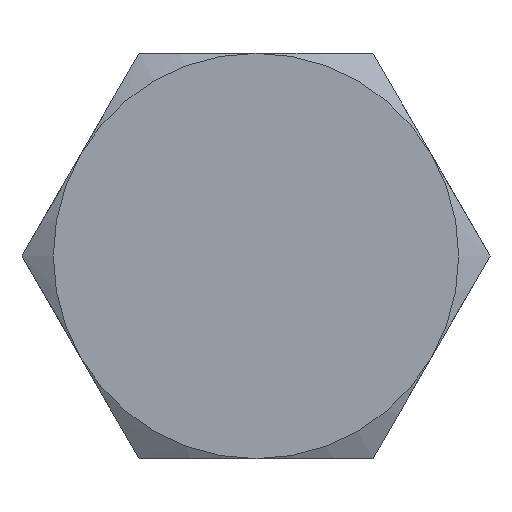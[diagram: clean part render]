
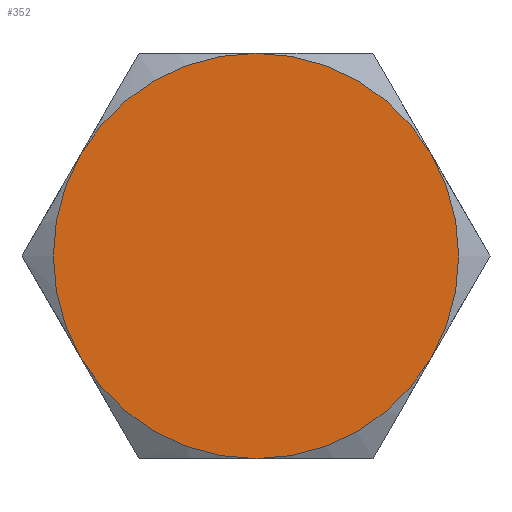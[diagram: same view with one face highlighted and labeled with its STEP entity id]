
A CAD part, left-side view. The second image highlights one B-rep face of the part: STEP entity #352.
In plain terms, the highlighted planar face has unit normal (-1, 0, 0).
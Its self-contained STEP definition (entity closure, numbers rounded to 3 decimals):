
#16 = EDGE_CURVE ( 'NONE', #572, #318, #727, .T. ) ;
#28 = VERTEX_POINT ( 'NONE', #620 ) ;
#35 = CIRCLE ( 'NONE', #108, 5. ) ;
#38 = CARTESIAN_POINT ( 'NONE',  ( 0., 4.33, 2.5 ) ) ;
#40 = CARTESIAN_POINT ( 'NONE',  ( 0., 0., 5. ) ) ;
#48 = DIRECTION ( 'NONE',  ( 1., 0., 0. ) ) ;
#66 = PLANE ( 'NONE',  #717 ) ;
#108 = AXIS2_PLACEMENT_3D ( 'NONE', #662, #424, #370 ) ;
#110 = AXIS2_PLACEMENT_3D ( 'NONE', #195, #150, #303 ) ;
#111 = CARTESIAN_POINT ( 'NONE',  ( 0., 0., 0. ) ) ;
#119 = CIRCLE ( 'NONE', #179, 5. ) ;
#125 = CARTESIAN_POINT ( 'NONE',  ( 0., -4.33, -2.5 ) ) ;
#136 = ORIENTED_EDGE ( 'NONE', *, *, #361, .F. ) ;
#150 = DIRECTION ( 'NONE',  ( 1., 0., 0. ) ) ;
#152 = CARTESIAN_POINT ( 'NONE',  ( 0., 0., 0. ) ) ;
#176 = DIRECTION ( 'NONE',  ( 1., 0., 0. ) ) ;
#179 = AXIS2_PLACEMENT_3D ( 'NONE', #152, #483, #278 ) ;
#194 = ORIENTED_EDGE ( 'NONE', *, *, #16, .F. ) ;
#195 = CARTESIAN_POINT ( 'NONE',  ( 0., 0., 0. ) ) ;
#201 = CIRCLE ( 'NONE', #110, 5. ) ;
#202 = EDGE_CURVE ( 'NONE', #318, #740, #119, .T. ) ;
#224 = FACE_OUTER_BOUND ( 'NONE', #421, .T. ) ;
#235 = VERTEX_POINT ( 'NONE', #40 ) ;
#249 = EDGE_CURVE ( 'NONE', #28, #572, #35, .T. ) ;
#278 = DIRECTION ( 'NONE',  ( 0., 0., -1. ) ) ;
#281 = DIRECTION ( 'NONE',  ( -1., 0., 0. ) ) ;
#282 = DIRECTION ( 'NONE',  ( 0., 0., -1. ) ) ;
#290 = VERTEX_POINT ( 'NONE', #38 ) ;
#298 = ORIENTED_EDGE ( 'NONE', *, *, #716, .F. ) ;
#303 = DIRECTION ( 'NONE',  ( 0., 0., -1. ) ) ;
#318 = VERTEX_POINT ( 'NONE', #504 ) ;
#327 = EDGE_CURVE ( 'NONE', #235, #290, #588, .T. ) ;
#337 = DIRECTION ( 'NONE',  ( 0., 0., -1. ) ) ;
#352 = ADVANCED_FACE ( 'NONE', ( #224 ), #66, .F. ) ;
#361 = EDGE_CURVE ( 'NONE', #235, #28, #201, .T. ) ;
#365 = AXIS2_PLACEMENT_3D ( 'NONE', #738, #379, #337 ) ;
#370 = DIRECTION ( 'NONE',  ( 0., 0., -1. ) ) ;
#379 = DIRECTION ( 'NONE',  ( 1., 0., 0. ) ) ;
#391 = CARTESIAN_POINT ( 'NONE',  ( 0., 5.774, 0. ) ) ;
#421 = EDGE_LOOP ( 'NONE', ( #492, #194, #507, #136, #722, #298 ) ) ;
#424 = DIRECTION ( 'NONE',  ( 1., 0., 0. ) ) ;
#442 = AXIS2_PLACEMENT_3D ( 'NONE', #111, #48, #679 ) ;
#483 = DIRECTION ( 'NONE',  ( 1., 0., 0. ) ) ;
#492 = ORIENTED_EDGE ( 'NONE', *, *, #202, .F. ) ;
#498 = CIRCLE ( 'NONE', #442, 5. ) ;
#502 = DIRECTION ( 'NONE',  ( 0., 0., 1. ) ) ;
#504 = CARTESIAN_POINT ( 'NONE',  ( 0., 0., -5. ) ) ;
#507 = ORIENTED_EDGE ( 'NONE', *, *, #249, .F. ) ;
#510 = AXIS2_PLACEMENT_3D ( 'NONE', #630, #281, #502 ) ;
#572 = VERTEX_POINT ( 'NONE', #125 ) ;
#588 = CIRCLE ( 'NONE', #510, 5. ) ;
#620 = CARTESIAN_POINT ( 'NONE',  ( 0., -4.33, 2.5 ) ) ;
#630 = CARTESIAN_POINT ( 'NONE',  ( 0., 0., 0. ) ) ;
#662 = CARTESIAN_POINT ( 'NONE',  ( 0., 0., 0. ) ) ;
#679 = DIRECTION ( 'NONE',  ( 0., 0., -1. ) ) ;
#716 = EDGE_CURVE ( 'NONE', #740, #290, #498, .T. ) ;
#717 = AXIS2_PLACEMENT_3D ( 'NONE', #391, #176, #282 ) ;
#722 = ORIENTED_EDGE ( 'NONE', *, *, #327, .T. ) ;
#727 = CIRCLE ( 'NONE', #365, 5. ) ;
#738 = CARTESIAN_POINT ( 'NONE',  ( 0., 0., 0. ) ) ;
#740 = VERTEX_POINT ( 'NONE', #746 ) ;
#746 = CARTESIAN_POINT ( 'NONE',  ( 0., 4.33, -2.5 ) ) ;
